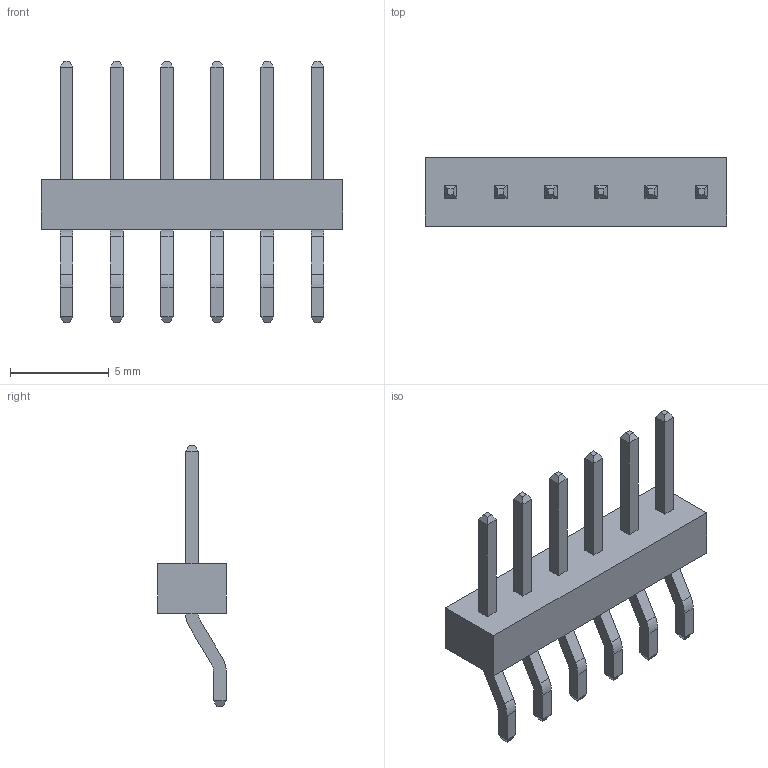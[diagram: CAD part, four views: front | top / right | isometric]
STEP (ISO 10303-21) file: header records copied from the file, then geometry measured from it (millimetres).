
FILE_DESCRIPTION(/* description */ (''),/* implementation_level */ '2;1');
FILE_NAME(/* name */ 'm20-89006xx_asm.stp',/* time_stamp */ '2020-06-12T23:44:12+02:00',/* author */ ('Daniel'),/* organization */ (''),/* preprocessor_version */ 'ST-DEVELOPER v18.1',/* originating_system */ 'Autodesk Inventor 2020',/* authorisation */ '');
FILE_SCHEMA (('AUTOMOTIVE_DESIGN { 1 0 10303 214 3 1 1 }'));
Products named in the file (4): m20-89006xx_asm; m20-89006xx_asm_1; M20-890_MOULD; M20-890_PIN
Assembly tree (8 placements, depth 3):
  m20-89006xx_asm
    m20-89006xx_asm_1
      M20-890_MOULD
      M20-890_PIN  x6
Bounding box: 15.24 x 3.46 x 13.24 mm (x, y, z)
Volume: 158.4 mm3; surface area: 440.9 mm2
Topology: 7 solids, 7 shells, 162 faces, 396 edges, 248 vertices
Faces by surface type: plane 138, cylinder 24
Entity records: 1794 total; most frequent: CARTESIAN_POINT 289, DIRECTION 274, ORIENTED_EDGE 272, EDGE_CURVE 136, LINE 128, VECTOR 128, VERTEX_POINT 88, AXIS2_PLACEMENT_3D 73
